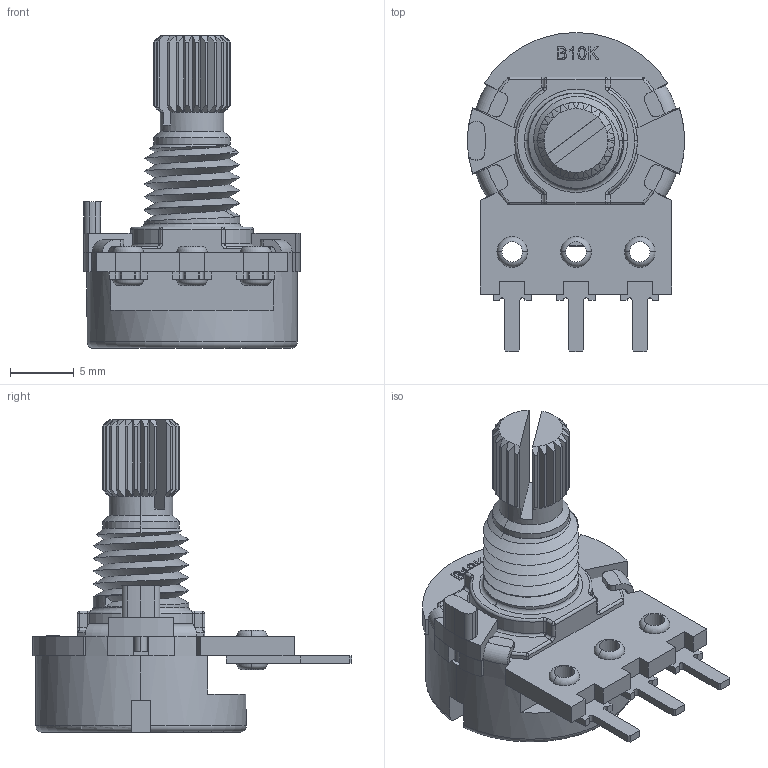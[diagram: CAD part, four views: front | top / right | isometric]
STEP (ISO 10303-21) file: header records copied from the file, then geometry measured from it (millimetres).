
FILE_DESCRIPTION (( 'STEP AP214' ), '1' );
FILE_NAME ('P160NK.STEP', '2018-01-24T12:33:09', ( 'STU_Speed1' ), ( '' ), 'SwSTEP 2.0', 'SolidWorks 2015', '' );
FILE_SCHEMA (( 'AUTOMOTIVE_DESIGN' ));
Length unit declared in the file: millimetre
Products named in the file (1): P160NK
Bounding box: 17 x 25 x 24.5 mm (x, y, z)
Volume: 2289.6 mm3; surface area: 1974.2 mm2
Topology: 6 solids, 6 shells, 456 faces, 1159 edges, 708 vertices
Faces by surface type: plane 218, cylinder 99, cone 50, bspline 39, torus 38, sphere 12
Entity records: 21192 total; most frequent: CARTESIAN_POINT 5497, ORIENTED_EDGE 2302, DIRECTION 2105, EDGE_CURVE 1151, AXIS2_PLACEMENT_3D 761, VERTEX_POINT 708, VECTOR 583, LINE 583
